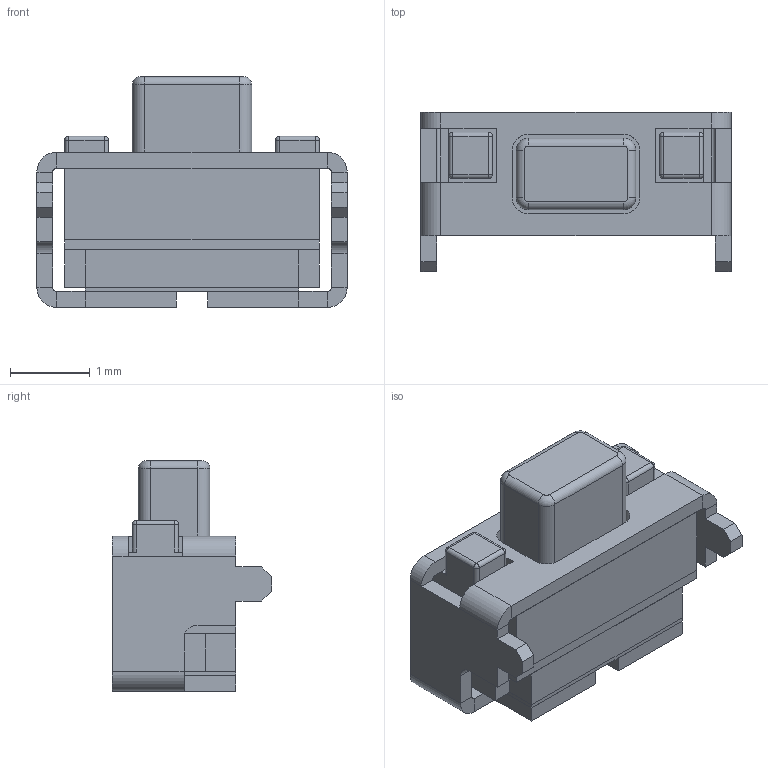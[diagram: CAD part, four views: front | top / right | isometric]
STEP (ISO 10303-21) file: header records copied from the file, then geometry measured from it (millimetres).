
FILE_DESCRIPTION (( 'STEP AP214' ), '1' );
FILE_NAME ('LS12T2-T-edit.STEP', '2019-11-13T12:35:23', ( '' ), ( '' ), 'SwSTEP 2.0', 'SolidWorks 2017', '' );
FILE_SCHEMA (( 'AUTOMOTIVE_DESIGN' ));
Length unit declared in the file: millimetre
Products named in the file (1): LS12T2-T-edit
Bounding box: 3.9 x 2 x 2.9 mm (x, y, z)
Volume: 11.7 mm3; surface area: 90.6 mm2
Topology: 5 solids, 5 shells, 157 faces, 386 edges, 228 vertices
Faces by surface type: plane 103, cylinder 42, sphere 8, torus 4
Entity records: 4546 total; most frequent: DIRECTION 782, CARTESIAN_POINT 764, ORIENTED_EDGE 756, EDGE_CURVE 378, VECTOR 290, LINE 290, AXIS2_PLACEMENT_3D 246, VERTEX_POINT 228
